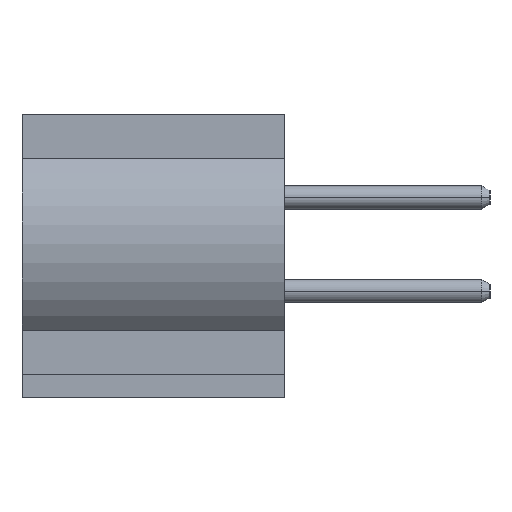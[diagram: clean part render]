
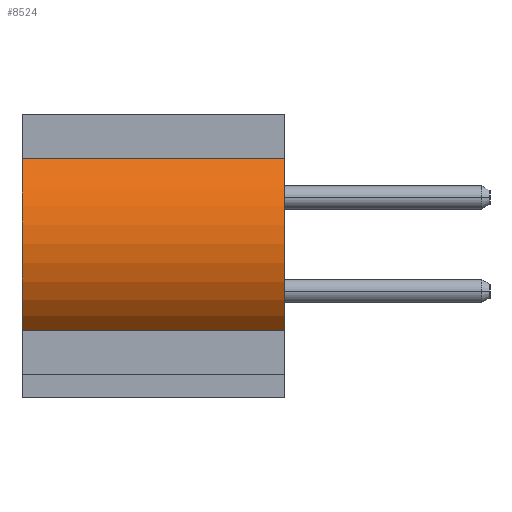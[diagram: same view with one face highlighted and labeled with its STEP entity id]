
A CAD part, left-side view. The second image highlights one B-rep face of the part: STEP entity #8524.
In plain terms, the highlighted cylindrical face has radius 2.5 mm (diameter 5 mm), a partial arc.
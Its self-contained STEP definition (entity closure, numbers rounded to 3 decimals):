
#79=CARTESIAN_POINT('',(-15.5,3.4,0.));
#80=DIRECTION('',(0.,-1.,0.));
#81=DIRECTION('',(-0.68,0.,0.733));
#82=AXIS2_PLACEMENT_3D('',#79,#80,#81);
#565=CARTESIAN_POINT('',(-15.5,-2.2,0.));
#566=DIRECTION('',(0.,-1.,0.));
#567=DIRECTION('',(-0.68,0.,0.733));
#568=AXIS2_PLACEMENT_3D('',#565,#566,#567);
#4222=DIRECTION('',(0.,-1.,0.));
#4223=VECTOR('',#4222,5.6);
#4224=CARTESIAN_POINT('',(-17.2,3.4,1.833));
#4225=LINE('',#4224,#4223);
#4229=DIRECTION('',(0.,-1.,0.));
#4230=VECTOR('',#4229,5.6);
#4231=CARTESIAN_POINT('',(-17.2,3.4,-1.833));
#4232=LINE('',#4231,#4230);
#4754=CARTESIAN_POINT('',(-17.2,3.4,1.833));
#4756=VERTEX_POINT('',#4754);
#4757=CARTESIAN_POINT('',(-17.2,3.4,-1.833));
#4758=VERTEX_POINT('',#4757);
#4763=CARTESIAN_POINT('',(-17.2,-2.2,1.833));
#4764=VERTEX_POINT('',#4763);
#4765=CARTESIAN_POINT('',(-17.2,-2.2,-1.833));
#4766=VERTEX_POINT('',#4765);
#8512=CARTESIAN_POINT('',(-15.5,3.4,0.));
#8513=DIRECTION('',(0.,-1.,0.));
#8514=DIRECTION('',(-1.,0.,0.));
#8515=AXIS2_PLACEMENT_3D('',#8512,#8513,#8514);
#8516=CYLINDRICAL_SURFACE('',#8515,2.5);
#8517=ORIENTED_EDGE('',*,*,#4990,.F.);
#8518=ORIENTED_EDGE('',*,*,#8507,.T.);
#8519=ORIENTED_EDGE('',*,*,#5312,.T.);
#8521=ORIENTED_EDGE('',*,*,#8520,.F.);
#8522=EDGE_LOOP('',(#8517,#8518,#8519,#8521));
#8523=FACE_OUTER_BOUND('',#8522,.F.);
#83=CIRCLE('',#82,2.5);
#569=CIRCLE('',#568,2.5);
#4990=EDGE_CURVE('',#4756,#4758,#83,.T.);
#5312=EDGE_CURVE('',#4764,#4766,#569,.T.);
#8507=EDGE_CURVE('',#4756,#4764,#4225,.T.);
#8520=EDGE_CURVE('',#4758,#4766,#4232,.T.);
#8524=ADVANCED_FACE('',(#8523),#8516,.T.);
